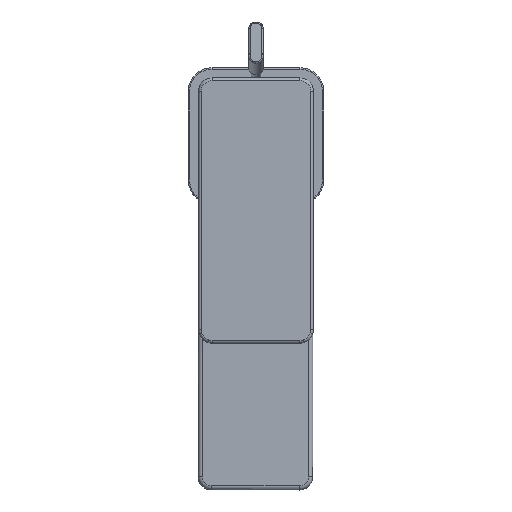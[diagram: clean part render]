
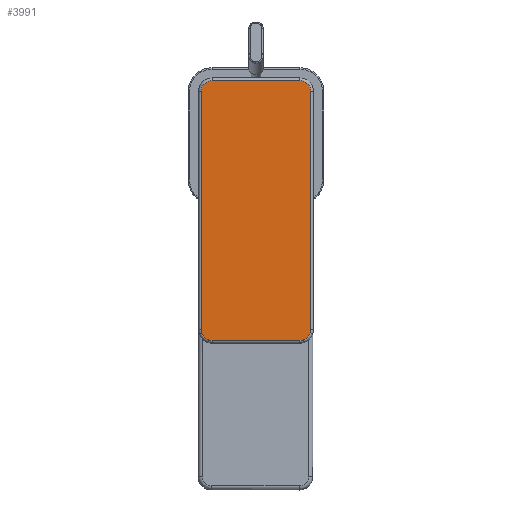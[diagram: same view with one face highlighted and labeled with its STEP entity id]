
A CAD part, top view. The second image highlights one B-rep face of the part: STEP entity #3991.
In plain terms, the highlighted planar face has unit normal (0, 0, 1).
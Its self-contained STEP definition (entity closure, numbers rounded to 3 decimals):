
#130=B_SPLINE_CURVE_WITH_KNOTS('',3,(#9719,#9720,#9721,#9722,#9723,#9724,
#9725,#9726,#9727,#9728,#9729,#9730,#9731,#9732,#9733,#9734,#9735,#9736,
#9737,#9738,#9739,#9740,#9741,#9742,#9743,#9744,#9745,#9746,#9747,#9748,
#9749,#9750,#9751,#9752),.UNSPECIFIED.,.F.,.F.,(4,3,3,3,3,3,3,3,3,3,3,4),
(0.,0.125,0.188,0.25,0.313,0.375,0.5,0.562,0.625,
0.687,0.75,1.),.UNSPECIFIED.);
#131=B_SPLINE_CURVE_WITH_KNOTS('',3,(#9765,#9766,#9767,#9768,#9769,#9770,
#9771,#9772,#9773,#9774,#9775,#9776,#9777,#9778,#9779,#9780,#9781,#9782,
#9783,#9784,#9785,#9786,#9787,#9788,#9789,#9790,#9791,#9792,#9793,#9794,
#9795,#9796,#9797,#9798),.UNSPECIFIED.,.F.,.F.,(4,3,3,3,3,3,3,3,3,3,3,4),
(0.,0.25,0.313,0.375,0.438,0.5,
0.625,0.688,0.75,0.813,0.875,1.),.UNSPECIFIED.);
#427=LINE('',#9756,#653);
#428=LINE('',#9760,#654);
#429=LINE('',#9763,#655);
#430=LINE('',#9801,#656);
#653=VECTOR('',#5303,89.5);
#654=VECTOR('',#5306,33.);
#655=VECTOR('',#5309,89.5);
#656=VECTOR('',#5312,33.);
#994=FACE_OUTER_BOUND('',#1267,.T.);
#1267=EDGE_LOOP('',(#3185,#3186,#3187,#3188,#3189,#3190,#3191,#3192,#3193,
#3194,#3195,#3196));
#1532=CIRCLE('',#4439,4.);
#1535=CIRCLE('',#4443,4.);
#1536=CIRCLE('',#4444,4.);
#1537=CIRCLE('',#4445,4.);
#1538=CIRCLE('',#4446,4.);
#1539=CIRCLE('',#4447,4.);
#1838=VERTEX_POINT('',#9709);
#1839=VERTEX_POINT('',#9710);
#1840=VERTEX_POINT('',#9715);
#1841=VERTEX_POINT('',#9716);
#1842=VERTEX_POINT('',#9718);
#1843=VERTEX_POINT('',#9753);
#1844=VERTEX_POINT('',#9755);
#1845=VERTEX_POINT('',#9757);
#1846=VERTEX_POINT('',#9759);
#1847=VERTEX_POINT('',#9761);
#1848=VERTEX_POINT('',#9764);
#1849=VERTEX_POINT('',#9799);
#2313=EDGE_CURVE('',#1838,#1839,#1532,.T.);
#2316=EDGE_CURVE('',#1840,#1841,#1535,.T.);
#2317=EDGE_CURVE('',#1841,#1842,#130,.T.);
#2318=EDGE_CURVE('',#1842,#1843,#1536,.T.);
#2319=EDGE_CURVE('',#1844,#1843,#427,.T.);
#2320=EDGE_CURVE('',#1844,#1845,#1537,.T.);
#2321=EDGE_CURVE('',#1846,#1845,#428,.T.);
#2322=EDGE_CURVE('',#1846,#1847,#1538,.T.);
#2323=EDGE_CURVE('',#1838,#1847,#429,.T.);
#2324=EDGE_CURVE('',#1839,#1848,#131,.T.);
#2325=EDGE_CURVE('',#1848,#1849,#1539,.T.);
#2326=EDGE_CURVE('',#1840,#1849,#430,.T.);
#3185=ORIENTED_EDGE('',*,*,#2316,.T.);
#3186=ORIENTED_EDGE('',*,*,#2317,.T.);
#3187=ORIENTED_EDGE('',*,*,#2318,.T.);
#3188=ORIENTED_EDGE('',*,*,#2319,.F.);
#3189=ORIENTED_EDGE('',*,*,#2320,.T.);
#3190=ORIENTED_EDGE('',*,*,#2321,.F.);
#3191=ORIENTED_EDGE('',*,*,#2322,.T.);
#3192=ORIENTED_EDGE('',*,*,#2323,.F.);
#3193=ORIENTED_EDGE('',*,*,#2313,.T.);
#3194=ORIENTED_EDGE('',*,*,#2324,.T.);
#3195=ORIENTED_EDGE('',*,*,#2325,.T.);
#3196=ORIENTED_EDGE('',*,*,#2326,.F.);
#3837=PLANE('',#4442);
#3991=ADVANCED_FACE('',(#994),#3837,.T.);
#4439=AXIS2_PLACEMENT_3D('',#9711,#5291,#5292);
#4442=AXIS2_PLACEMENT_3D('',#9714,#5297,#5298);
#4443=AXIS2_PLACEMENT_3D('',#9717,#5299,#5300);
#4444=AXIS2_PLACEMENT_3D('',#9754,#5301,#5302);
#4445=AXIS2_PLACEMENT_3D('',#9758,#5304,#5305);
#4446=AXIS2_PLACEMENT_3D('',#9762,#5307,#5308);
#4447=AXIS2_PLACEMENT_3D('',#9800,#5310,#5311);
#5291=DIRECTION('center_axis',(0.,0.,1.));
#5292=DIRECTION('ref_axis',(-1.,0.,0.));
#5297=DIRECTION('center_axis',(0.,0.,1.));
#5298=DIRECTION('ref_axis',(0.,-1.,0.));
#5299=DIRECTION('center_axis',(0.,0.,1.));
#5300=DIRECTION('ref_axis',(0.,-1.,0.));
#5301=DIRECTION('center_axis',(0.,0.,1.));
#5302=DIRECTION('ref_axis',(0.958,-0.285,0.));
#5303=DIRECTION('',(0.,-1.,0.));
#5304=DIRECTION('center_axis',(0.,0.,1.));
#5305=DIRECTION('ref_axis',(1.,0.,0.));
#5306=DIRECTION('',(1.,0.,0.));
#5307=DIRECTION('center_axis',(0.,0.,1.));
#5308=DIRECTION('ref_axis',(0.,1.,0.));
#5309=DIRECTION('',(0.,1.,0.));
#5310=DIRECTION('center_axis',(0.,0.,1.));
#5311=DIRECTION('ref_axis',(-0.321,-0.947,0.));
#5312=DIRECTION('',(-1.,0.,0.));
#9709=CARTESIAN_POINT('',(-20.5,-158.343,128.82));
#9710=CARTESIAN_POINT('',(-20.334,-159.484,128.82));
#9711=CARTESIAN_POINT('Origin',(-16.5,-158.343,128.82));
#9714=CARTESIAN_POINT('Origin',(0.,-85.343,128.82));
#9715=CARTESIAN_POINT('',(16.5,-162.343,128.82));
#9716=CARTESIAN_POINT('',(17.786,-162.131,128.82));
#9717=CARTESIAN_POINT('Origin',(16.5,-158.343,128.82));
#9718=CARTESIAN_POINT('',(20.334,-159.484,128.82));
#9719=CARTESIAN_POINT('Ctrl Pts',(17.786,-162.131,128.82));
#9720=CARTESIAN_POINT('Ctrl Pts',(17.934,-162.077,128.82));
#9721=CARTESIAN_POINT('Ctrl Pts',(18.079,-162.014,128.82));
#9722=CARTESIAN_POINT('Ctrl Pts',(18.221,-161.944,128.82));
#9723=CARTESIAN_POINT('Ctrl Pts',(18.291,-161.909,128.82));
#9724=CARTESIAN_POINT('Ctrl Pts',(18.361,-161.871,128.82));
#9725=CARTESIAN_POINT('Ctrl Pts',(18.43,-161.832,128.82));
#9726=CARTESIAN_POINT('Ctrl Pts',(18.499,-161.793,128.82));
#9727=CARTESIAN_POINT('Ctrl Pts',(18.567,-161.751,128.82));
#9728=CARTESIAN_POINT('Ctrl Pts',(18.633,-161.708,128.82));
#9729=CARTESIAN_POINT('Ctrl Pts',(18.7,-161.664,128.82));
#9730=CARTESIAN_POINT('Ctrl Pts',(18.766,-161.619,128.82));
#9731=CARTESIAN_POINT('Ctrl Pts',(18.83,-161.572,128.82));
#9732=CARTESIAN_POINT('Ctrl Pts',(18.894,-161.525,128.82));
#9733=CARTESIAN_POINT('Ctrl Pts',(18.956,-161.476,128.82));
#9734=CARTESIAN_POINT('Ctrl Pts',(19.017,-161.425,128.82));
#9735=CARTESIAN_POINT('Ctrl Pts',(19.139,-161.325,128.82));
#9736=CARTESIAN_POINT('Ctrl Pts',(19.255,-161.217,128.82));
#9737=CARTESIAN_POINT('Ctrl Pts',(19.365,-161.103,128.82));
#9738=CARTESIAN_POINT('Ctrl Pts',(19.42,-161.046,128.82));
#9739=CARTESIAN_POINT('Ctrl Pts',(19.473,-160.988,128.82));
#9740=CARTESIAN_POINT('Ctrl Pts',(19.525,-160.928,128.82));
#9741=CARTESIAN_POINT('Ctrl Pts',(19.576,-160.867,128.82));
#9742=CARTESIAN_POINT('Ctrl Pts',(19.627,-160.806,128.82));
#9743=CARTESIAN_POINT('Ctrl Pts',(19.675,-160.742,128.82));
#9744=CARTESIAN_POINT('Ctrl Pts',(19.724,-160.679,128.82));
#9745=CARTESIAN_POINT('Ctrl Pts',(19.77,-160.614,128.82));
#9746=CARTESIAN_POINT('Ctrl Pts',(19.815,-160.548,128.82));
#9747=CARTESIAN_POINT('Ctrl Pts',(19.86,-160.483,128.82));
#9748=CARTESIAN_POINT('Ctrl Pts',(19.902,-160.416,128.82));
#9749=CARTESIAN_POINT('Ctrl Pts',(19.943,-160.348,128.82));
#9750=CARTESIAN_POINT('Ctrl Pts',(20.105,-160.077,128.82));
#9751=CARTESIAN_POINT('Ctrl Pts',(20.236,-159.789,128.82));
#9752=CARTESIAN_POINT('Ctrl Pts',(20.334,-159.484,128.82));
#9753=CARTESIAN_POINT('',(20.5,-158.343,128.82));
#9754=CARTESIAN_POINT('Origin',(16.5,-158.343,128.82));
#9755=CARTESIAN_POINT('',(20.5,-68.843,128.82));
#9756=CARTESIAN_POINT('',(20.5,-68.843,128.82));
#9757=CARTESIAN_POINT('',(16.5,-64.843,128.82));
#9758=CARTESIAN_POINT('Origin',(16.5,-68.843,128.82));
#9759=CARTESIAN_POINT('',(-16.5,-64.843,128.82));
#9760=CARTESIAN_POINT('',(-16.5,-64.843,128.82));
#9761=CARTESIAN_POINT('',(-20.5,-68.843,128.82));
#9762=CARTESIAN_POINT('Origin',(-16.5,-68.843,128.82));
#9763=CARTESIAN_POINT('',(-20.5,-158.343,128.82));
#9764=CARTESIAN_POINT('',(-17.786,-162.131,128.82));
#9765=CARTESIAN_POINT('Ctrl Pts',(-20.334,-159.484,128.82));
#9766=CARTESIAN_POINT('Ctrl Pts',(-20.236,-159.789,128.82));
#9767=CARTESIAN_POINT('Ctrl Pts',(-20.105,-160.077,128.82));
#9768=CARTESIAN_POINT('Ctrl Pts',(-19.943,-160.348,128.82));
#9769=CARTESIAN_POINT('Ctrl Pts',(-19.902,-160.416,128.82));
#9770=CARTESIAN_POINT('Ctrl Pts',(-19.86,-160.483,128.82));
#9771=CARTESIAN_POINT('Ctrl Pts',(-19.815,-160.548,128.82));
#9772=CARTESIAN_POINT('Ctrl Pts',(-19.77,-160.614,128.82));
#9773=CARTESIAN_POINT('Ctrl Pts',(-19.724,-160.679,128.82));
#9774=CARTESIAN_POINT('Ctrl Pts',(-19.675,-160.742,128.82));
#9775=CARTESIAN_POINT('Ctrl Pts',(-19.627,-160.806,128.82));
#9776=CARTESIAN_POINT('Ctrl Pts',(-19.576,-160.867,128.82));
#9777=CARTESIAN_POINT('Ctrl Pts',(-19.525,-160.928,128.82));
#9778=CARTESIAN_POINT('Ctrl Pts',(-19.473,-160.988,128.82));
#9779=CARTESIAN_POINT('Ctrl Pts',(-19.42,-161.046,128.82));
#9780=CARTESIAN_POINT('Ctrl Pts',(-19.365,-161.103,128.82));
#9781=CARTESIAN_POINT('Ctrl Pts',(-19.255,-161.217,128.82));
#9782=CARTESIAN_POINT('Ctrl Pts',(-19.139,-161.325,128.82));
#9783=CARTESIAN_POINT('Ctrl Pts',(-19.017,-161.425,128.82));
#9784=CARTESIAN_POINT('Ctrl Pts',(-18.956,-161.476,128.82));
#9785=CARTESIAN_POINT('Ctrl Pts',(-18.894,-161.525,128.82));
#9786=CARTESIAN_POINT('Ctrl Pts',(-18.83,-161.572,128.82));
#9787=CARTESIAN_POINT('Ctrl Pts',(-18.766,-161.619,128.82));
#9788=CARTESIAN_POINT('Ctrl Pts',(-18.7,-161.664,128.82));
#9789=CARTESIAN_POINT('Ctrl Pts',(-18.633,-161.708,128.82));
#9790=CARTESIAN_POINT('Ctrl Pts',(-18.567,-161.751,128.82));
#9791=CARTESIAN_POINT('Ctrl Pts',(-18.499,-161.793,128.82));
#9792=CARTESIAN_POINT('Ctrl Pts',(-18.43,-161.832,128.82));
#9793=CARTESIAN_POINT('Ctrl Pts',(-18.361,-161.871,128.82));
#9794=CARTESIAN_POINT('Ctrl Pts',(-18.291,-161.909,128.82));
#9795=CARTESIAN_POINT('Ctrl Pts',(-18.221,-161.944,128.82));
#9796=CARTESIAN_POINT('Ctrl Pts',(-18.079,-162.014,128.82));
#9797=CARTESIAN_POINT('Ctrl Pts',(-17.934,-162.077,128.82));
#9798=CARTESIAN_POINT('Ctrl Pts',(-17.786,-162.131,128.82));
#9799=CARTESIAN_POINT('',(-16.5,-162.343,128.82));
#9800=CARTESIAN_POINT('Origin',(-16.5,-158.343,128.82));
#9801=CARTESIAN_POINT('',(16.5,-162.343,128.82));
